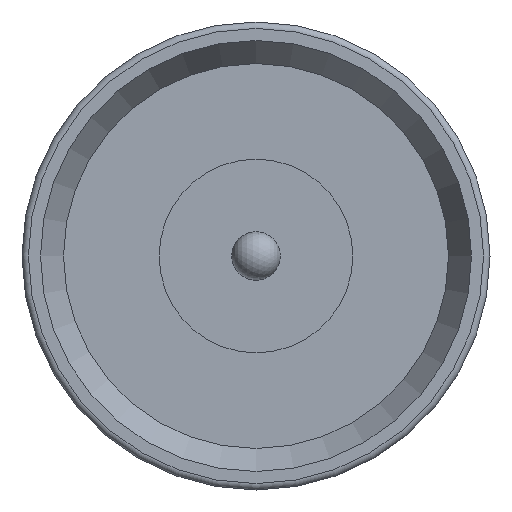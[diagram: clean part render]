
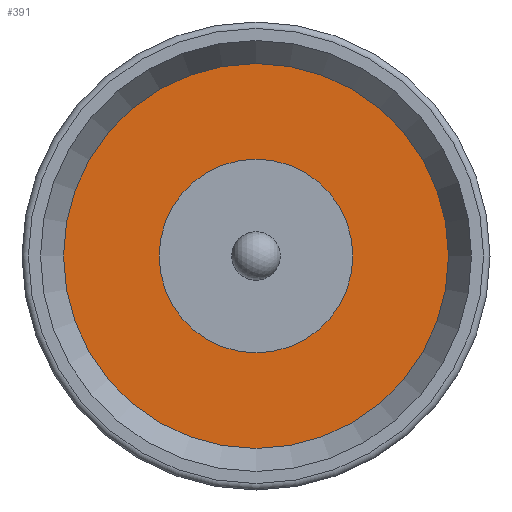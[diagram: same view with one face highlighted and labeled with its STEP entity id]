
A CAD part, left-side view. The second image highlights one B-rep face of the part: STEP entity #391.
In plain terms, the highlighted planar face has unit normal (-1, 0, 0).
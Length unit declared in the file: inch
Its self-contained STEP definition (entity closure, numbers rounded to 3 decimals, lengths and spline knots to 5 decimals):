
#37 = VERTEX_POINT ( 'NONE', #292 ) ;
#41 = EDGE_CURVE ( 'NONE', #124, #124, #441, .T. ) ;
#50 = ORIENTED_EDGE ( 'NONE', *, *, #62, .T. ) ;
#62 = EDGE_CURVE ( 'NONE', #37, #37, #535, .T. ) ;
#66 = FACE_BOUND ( 'NONE', #330, .T. ) ;
#88 = DIRECTION ( 'NONE',  ( -1., 0., 0. ) ) ;
#95 = CARTESIAN_POINT ( 'NONE',  ( 0.06939, 0., 0. ) ) ;
#106 = DIRECTION ( 'NONE',  ( 0., 0., 1. ) ) ;
#120 = AXIS2_PLACEMENT_3D ( 'NONE', #177, #175, #463 ) ;
#124 = VERTEX_POINT ( 'NONE', #127 ) ;
#127 = CARTESIAN_POINT ( 'NONE',  ( 0.06939, 0., 0.03 ) ) ;
#136 = DIRECTION ( 'NONE',  ( 0., 0., 1. ) ) ;
#175 = DIRECTION ( 'NONE',  ( -1., 0., 0. ) ) ;
#177 = CARTESIAN_POINT ( 'NONE',  ( 0.06939, 0., 0. ) ) ;
#195 = CARTESIAN_POINT ( 'NONE',  ( 0.06939, -0.06238, 0. ) ) ;
#276 = AXIS2_PLACEMENT_3D ( 'NONE', #195, #309, #106 ) ;
#292 = CARTESIAN_POINT ( 'NONE',  ( 0.06939, 0., 0.06238 ) ) ;
#309 = DIRECTION ( 'NONE',  ( -1., 0., 0. ) ) ;
#323 = PLANE ( 'NONE',  #276 ) ;
#325 = AXIS2_PLACEMENT_3D ( 'NONE', #95, #88, #136 ) ;
#330 = EDGE_LOOP ( 'NONE', ( #538 ) ) ;
#391 = ADVANCED_FACE ( 'NONE', ( #434, #66 ), #323, .T. ) ;
#434 = FACE_OUTER_BOUND ( 'NONE', #476, .T. ) ;
#441 = CIRCLE ( 'NONE', #120, 0.03 ) ;
#463 = DIRECTION ( 'NONE',  ( 0., 0., 1. ) ) ;
#476 = EDGE_LOOP ( 'NONE', ( #50 ) ) ;
#535 = CIRCLE ( 'NONE', #325, 0.06238 ) ;
#538 = ORIENTED_EDGE ( 'NONE', *, *, #41, .F. ) ;
